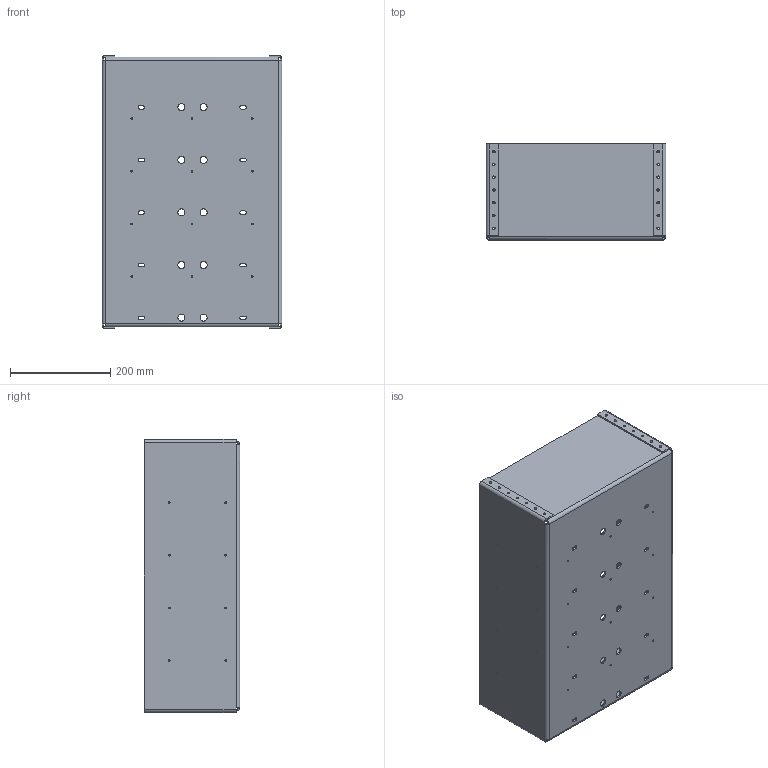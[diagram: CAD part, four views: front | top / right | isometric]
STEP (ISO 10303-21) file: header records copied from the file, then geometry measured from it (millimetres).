
FILE_DESCRIPTION (( 'STEP AP214' ), '1' );
FILE_NAME ('Segment Box.STEP', '2024-12-29T22:10:42', ( '' ), ( '' ), 'SwSTEP 2.0', 'SolidWorks 2024', '' );
FILE_SCHEMA (( 'AUTOMOTIVE_DESIGN' ));
Length unit declared in the file: millimetre
Products named in the file (1): Segment Box
Bounding box: 358.35 x 190.47 x 543.9 mm (x, y, z)
Volume: 1690124.5 mm3; surface area: 1082944.7 mm2
Topology: 1 solids, 1 shells, 356 faces, 998 edges, 644 vertices
Faces by surface type: cylinder 254, plane 94, bspline 8
Entity records: 12501 total; most frequent: CARTESIAN_POINT 2455, DIRECTION 2172, ORIENTED_EDGE 1996, EDGE_CURVE 998, AXIS2_PLACEMENT_3D 841, VERTEX_POINT 644, EDGE_LOOP 584, CIRCLE 492
